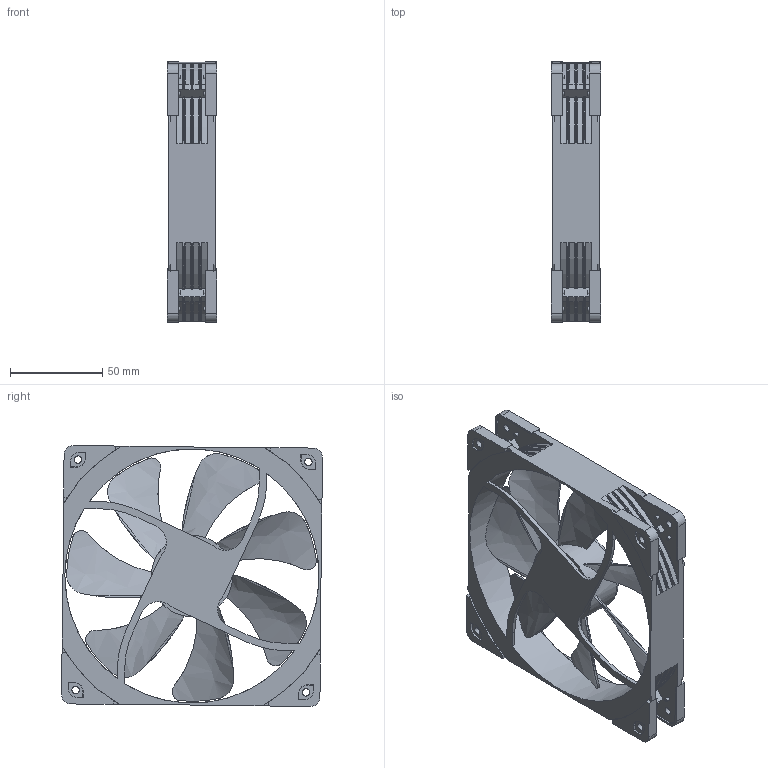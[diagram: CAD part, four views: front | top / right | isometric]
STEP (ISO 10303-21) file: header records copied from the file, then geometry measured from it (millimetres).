
FILE_DESCRIPTION(/* description */ (''),/* implementation_level */ '2;1');
FILE_NAME(/* name */ 'Noctua NF-A14.stp',/* time_stamp */ '2013-06-22T01:26:39+02:00',/* author */ ('Andreas'),/* organization */ (''),/* preprocessor_version */ 'ST-DEVELOPER v15.2',/* originating_system */ 'Autodesk Inventor 2014',/* authorisation */ '');
FILE_SCHEMA (('AUTOMOTIVE_DESIGN { 1 0 10303 214 3 1 1 }'));
Length unit declared in the file: millimetre
Products named in the file (4): Noctua Fan 140; Noctua Gummi; Rotor; Noctua NF-A14
Bounding box: 27 x 141.54 x 141.54 mm (x, y, z)
Volume: 117361.4 mm3; surface area: 83801.8 mm2
Topology: 10 solids, 10 shells, 862 faces, 2428 edges, 1615 vertices
Faces by surface type: plane 398, cylinder 321, torus 129, bspline 14
Full cylindrical faces by diameter (mm): 1.9 x16, 2 x16, 4 x8, 20 x1, 21 x1, 44 x1, 138 x1
Entity records: 25497 total; most frequent: CARTESIAN_POINT 7359, ORIENTED_EDGE 3792, DIRECTION 3431, EDGE_CURVE 1896, VERTEX_POINT 1283, AXIS2_PLACEMENT_3D 1241, LINE 949, VECTOR 949
